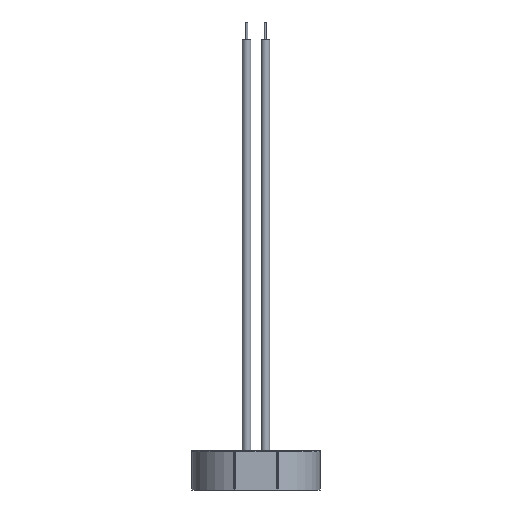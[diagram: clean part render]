
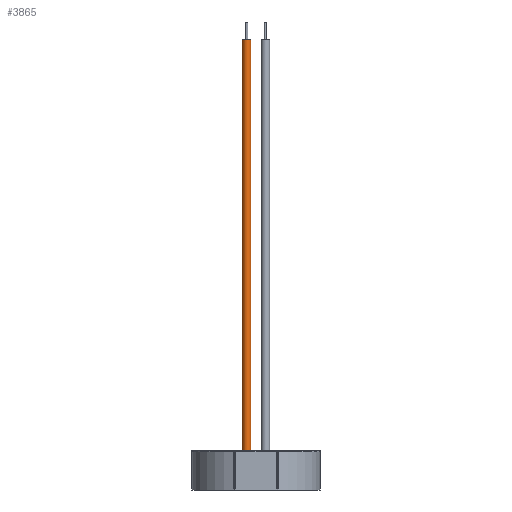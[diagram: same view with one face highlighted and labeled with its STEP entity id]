
A CAD part, front view. The second image highlights one B-rep face of the part: STEP entity #3865.
In plain terms, the highlighted cylindrical face has radius 0.991 mm (diameter 1.981 mm), a partial arc.
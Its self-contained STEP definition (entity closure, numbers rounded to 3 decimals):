
#2 = DIRECTION ( 'NONE',  ( 0., 0., -1. ) ) ;
#1400 = EDGE_CURVE ( 'NONE', #4995, #17886, #30988, .T. ) ;
#1447 = CARTESIAN_POINT ( 'NONE',  ( -1.194, -17.927, 96. ) ) ;
#2608 = FACE_OUTER_BOUND ( 'NONE', #31323, .T. ) ;
#3194 = ORIENTED_EDGE ( 'NONE', *, *, #10890, .F. ) ;
#3714 = DIRECTION ( 'NONE',  ( 1., 0., 0. ) ) ;
#3865 = ADVANCED_FACE ( 'NONE', ( #2608 ), #13185, .T. ) ;
#4227 = DIRECTION ( 'NONE',  ( 0., 0., 1. ) ) ;
#4440 = AXIS2_PLACEMENT_3D ( 'NONE', #23766, #2, #25700 ) ;
#4995 = VERTEX_POINT ( 'NONE', #12677 ) ;
#6046 = CARTESIAN_POINT ( 'NONE',  ( -1.194, -17.927, 0. ) ) ;
#6853 = EDGE_CURVE ( 'NONE', #7675, #4995, #19293, .T. ) ;
#7675 = VERTEX_POINT ( 'NONE', #21609 ) ;
#8336 = AXIS2_PLACEMENT_3D ( 'NONE', #27483, #4227, #3714 ) ;
#8457 = ORIENTED_EDGE ( 'NONE', *, *, #21094, .F. ) ;
#8483 = ORIENTED_EDGE ( 'NONE', *, *, #6853, .T. ) ;
#8718 = DIRECTION ( 'NONE',  ( 0., 0., -1. ) ) ;
#10890 = EDGE_CURVE ( 'NONE', #12066, #17886, #17570, .T. ) ;
#12066 = VERTEX_POINT ( 'NONE', #17013 ) ;
#12677 = CARTESIAN_POINT ( 'NONE',  ( -3.175, -17.927, 0. ) ) ;
#13185 = CYLINDRICAL_SURFACE ( 'NONE', #4440, 0.991 ) ;
#17013 = CARTESIAN_POINT ( 'NONE',  ( -1.194, -17.927, 96. ) ) ;
#17570 = LINE ( 'NONE', #1447, #26719 ) ;
#17886 = VERTEX_POINT ( 'NONE', #6046 ) ;
#18958 = CARTESIAN_POINT ( 'NONE',  ( -3.175, -17.927, 96. ) ) ;
#19293 = LINE ( 'NONE', #18958, #28319 ) ;
#21094 = EDGE_CURVE ( 'NONE', #7675, #12066, #32717, .T. ) ;
#21609 = CARTESIAN_POINT ( 'NONE',  ( -3.175, -17.927, 96. ) ) ;
#22764 = DIRECTION ( 'NONE',  ( 0., 0., 1. ) ) ;
#23461 = DIRECTION ( 'NONE',  ( 1., 0., 0. ) ) ;
#23603 = ORIENTED_EDGE ( 'NONE', *, *, #1400, .T. ) ;
#23766 = CARTESIAN_POINT ( 'NONE',  ( -2.184, -17.927, 96. ) ) ;
#25700 = DIRECTION ( 'NONE',  ( -1., 0., 0. ) ) ;
#26719 = VECTOR ( 'NONE', #33177, 1000. ) ;
#27483 = CARTESIAN_POINT ( 'NONE',  ( -2.184, -17.927, 96. ) ) ;
#27665 = AXIS2_PLACEMENT_3D ( 'NONE', #34044, #22764, #23461 ) ;
#28319 = VECTOR ( 'NONE', #8718, 1000. ) ;
#30988 = CIRCLE ( 'NONE', #27665, 0.991 ) ;
#31323 = EDGE_LOOP ( 'NONE', ( #3194, #8457, #8483, #23603 ) ) ;
#32717 = CIRCLE ( 'NONE', #8336, 0.991 ) ;
#33177 = DIRECTION ( 'NONE',  ( 0., 0., -1. ) ) ;
#34044 = CARTESIAN_POINT ( 'NONE',  ( -2.184, -17.927, 0. ) ) ;
